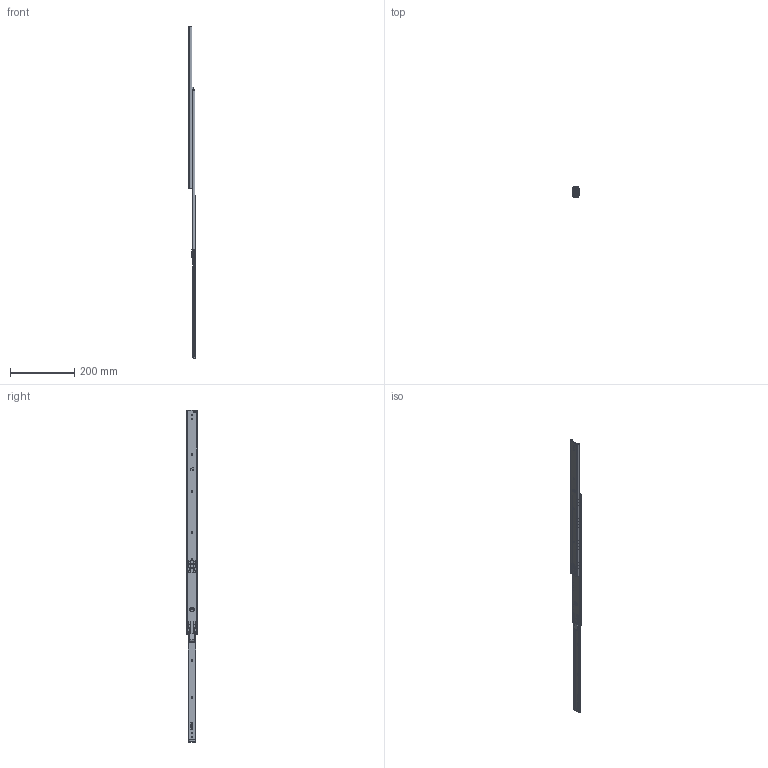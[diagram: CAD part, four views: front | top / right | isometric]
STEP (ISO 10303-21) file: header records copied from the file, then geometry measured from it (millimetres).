
FILE_DESCRIPTION(/* description */ ('Überauszug Serie 044 508x531'),/* implementation_level */ '2;1');
FILE_NAME(/* name */ '07000058006.stp',/* time_stamp */ '2020-06-17T15:19:02+02:00',/* author */ ('Dennis Bruder'),/* organization */ (''),/* preprocessor_version */ 'ST-DEVELOPER v18',/* originating_system */ 'Autodesk Inventor 2020',/* authorisation */ '');
FILE_SCHEMA (('AUTOMOTIVE_DESIGN { 1 0 10303 214 3 1 1 }'));
Products named in the file (1): 07000058006
Bounding box: 19 x 35.2 x 1034.5 mm (x, y, z)
Volume: 126213.6 mm3; surface area: 200620.7 mm2
Topology: 96 solids, 96 shells, 5200 faces, 15935 edges, 10372 vertices
Faces by surface type: plane 2046, cylinder 1168, bspline 963, cone 516, torus 411, sphere 96
Full cylindrical faces by diameter (mm): 4 x35, 4.5 x1, 4.6 x1, 4.9 x3, 5 x3, 5.1 x1, 6 x1, 6.1 x2, 8 x1, 8.2 x2, 14 x6
Entity records: 218961 total; most frequent: CARTESIAN_POINT 82387, ORIENTED_EDGE 30658, DIRECTION 23824, EDGE_CURVE 15329, VERTEX_POINT 10172, AXIS2_PLACEMENT_3D 8861, LINE 6102, VECTOR 6102
